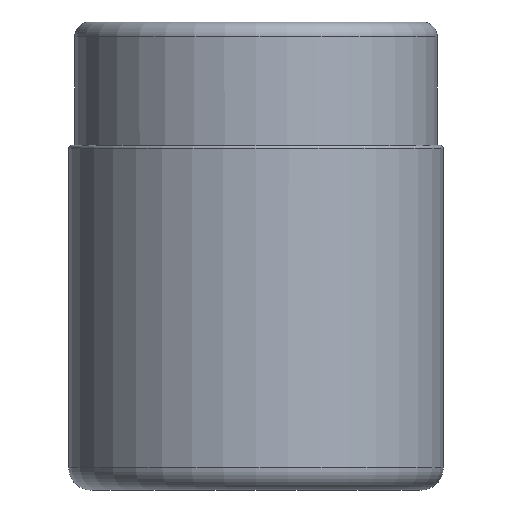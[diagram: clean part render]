
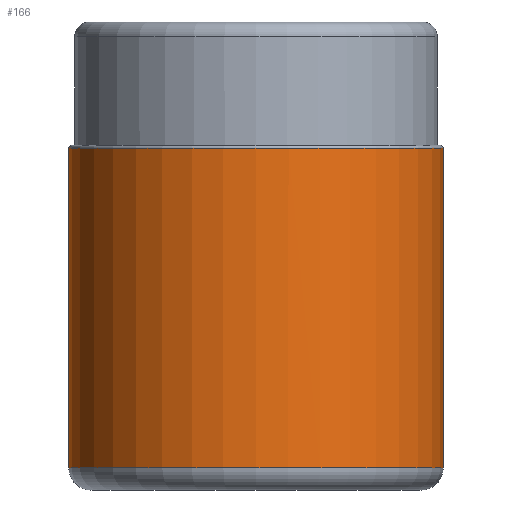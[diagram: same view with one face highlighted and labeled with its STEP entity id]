
A CAD part, front view. The second image highlights one B-rep face of the part: STEP entity #166.
In plain terms, the highlighted cylindrical face has radius 25.4 mm (diameter 50.8 mm), a partial arc.
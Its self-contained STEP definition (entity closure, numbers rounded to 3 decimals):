
#127=CYLINDRICAL_SURFACE('',#2634,25.4);
#166=ADVANCED_FACE('',(#367),#127,.T.);
#367=FACE_OUTER_BOUND('',#501,.T.);
#501=EDGE_LOOP('',(#696,#697,#698,#699,#700));
#696=ORIENTED_EDGE('',*,*,#1605,.F.);
#697=ORIENTED_EDGE('',*,*,#1606,.T.);
#698=ORIENTED_EDGE('',*,*,#1604,.F.);
#699=ORIENTED_EDGE('',*,*,#1603,.F.);
#700=ORIENTED_EDGE('',*,*,#1607,.F.);
#1368=VERTEX_POINT('',#4177);
#1370=VERTEX_POINT('',#4181);
#1371=VERTEX_POINT('',#4185);
#1372=VERTEX_POINT('',#4189);
#1373=VERTEX_POINT('',#4190);
#1603=EDGE_CURVE('',#1370,#1371,#1985,.T.);
#1604=EDGE_CURVE('',#1371,#1368,#1986,.T.);
#1605=EDGE_CURVE('',#1372,#1373,#1987,.T.);
#1606=EDGE_CURVE('',#1372,#1368,#2337,.T.);
#1607=EDGE_CURVE('',#1373,#1370,#2338,.T.);
#1985=CIRCLE('',#2630,25.4);
#1986=CIRCLE('',#2631,25.4);
#1987=CIRCLE('',#2633,25.4);
#2337=LINE('',#4191,#2408);
#2338=LINE('',#4192,#2409);
#2408=VECTOR('',#3161,1.);
#2409=VECTOR('',#3162,1.);
#2630=AXIS2_PLACEMENT_3D('',#4184,#3153,#3154);
#2631=AXIS2_PLACEMENT_3D('',#4186,#3155,#3156);
#2633=AXIS2_PLACEMENT_3D('',#4188,#3159,#3160);
#2634=AXIS2_PLACEMENT_3D('',#4193,#3163,#3164);
#3153=DIRECTION('',(0.,0.,-1.));
#3154=DIRECTION('',(1.,0.,0.));
#3155=DIRECTION('',(0.,0.,-1.));
#3156=DIRECTION('',(1.,-0.001,0.));
#3159=DIRECTION('',(0.,0.,1.));
#3160=DIRECTION('',(-1.,0.,0.));
#3161=DIRECTION('',(0.,0.,-1.));
#3162=DIRECTION('',(0.,0.,-1.));
#3163=DIRECTION('',(0.,0.,-1.));
#3164=DIRECTION('',(1.,0.,0.));
#4177=CARTESIAN_POINT('',(-25.4,0.,-60.5));
#4181=CARTESIAN_POINT('',(25.4,0.,-60.5));
#4184=CARTESIAN_POINT('',(0.,0.,-60.5));
#4185=CARTESIAN_POINT('',(25.4,-0.015,-60.5));
#4186=CARTESIAN_POINT('',(0.,0.,-60.5));
#4188=CARTESIAN_POINT('',(0.,0.,-17.124));
#4189=CARTESIAN_POINT('',(-25.4,0.,-17.124));
#4190=CARTESIAN_POINT('',(25.4,0.,-17.124));
#4191=CARTESIAN_POINT('',(-25.4,0.,-60.5));
#4192=CARTESIAN_POINT('',(25.4,0.,-60.5));
#4193=CARTESIAN_POINT('',(0.,0.,-13.291));
